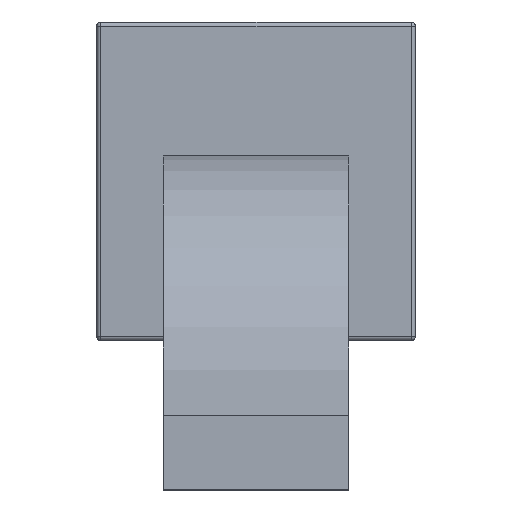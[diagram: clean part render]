
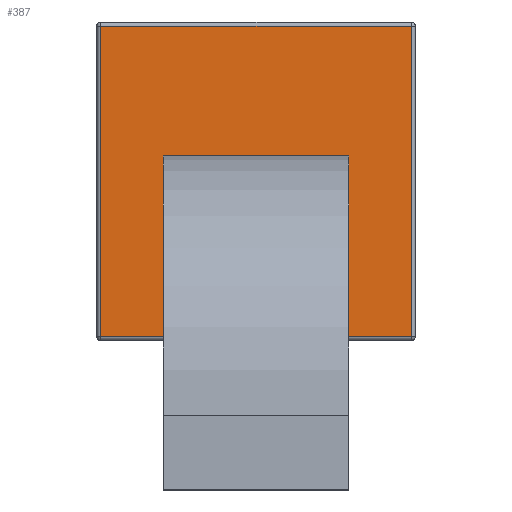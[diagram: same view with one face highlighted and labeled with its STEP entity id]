
A CAD part, top view. The second image highlights one B-rep face of the part: STEP entity #387.
In plain terms, the highlighted face is planar.
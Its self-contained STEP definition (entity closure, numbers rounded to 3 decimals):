
#2 = VERTEX_POINT ( 'NONE', #463 ) ;
#31 = CARTESIAN_POINT ( 'NONE',  ( -29.2, 9., 29.2 ) ) ;
#40 = LINE ( 'NONE', #754, #130 ) ;
#86 = ORIENTED_EDGE ( 'NONE', *, *, #974, .T. ) ;
#92 = LINE ( 'NONE', #254, #1052 ) ;
#130 = VECTOR ( 'NONE', #743, 1000. ) ;
#219 = DIRECTION ( 'NONE',  ( 1., 0., 0. ) ) ;
#224 = CARTESIAN_POINT ( 'NONE',  ( -30., 9., 30. ) ) ;
#231 = CARTESIAN_POINT ( 'NONE',  ( 29.2, 9., 29.2 ) ) ;
#254 = CARTESIAN_POINT ( 'NONE',  ( -29.2, 9., -29.2 ) ) ;
#338 = VERTEX_POINT ( 'NONE', #367 ) ;
#349 = FACE_OUTER_BOUND ( 'NONE', #940, .T. ) ;
#367 = CARTESIAN_POINT ( 'NONE',  ( 29.2, 9., -29.2 ) ) ;
#387 = ADVANCED_FACE ( 'NONE', ( #349 ), #748, .T. ) ;
#393 = VERTEX_POINT ( 'NONE', #31 ) ;
#463 = CARTESIAN_POINT ( 'NONE',  ( 29.2, 9., 29.2 ) ) ;
#478 = EDGE_CURVE ( 'NONE', #701, #393, #40, .T. ) ;
#510 = EDGE_CURVE ( 'NONE', #2, #338, #542, .T. ) ;
#540 = CARTESIAN_POINT ( 'NONE',  ( -29.2, 9., -29.2 ) ) ;
#542 = LINE ( 'NONE', #827, #1060 ) ;
#580 = DIRECTION ( 'NONE',  ( 0., 0., 1. ) ) ;
#592 = DIRECTION ( 'NONE',  ( 0., 1., 0. ) ) ;
#614 = EDGE_CURVE ( 'NONE', #338, #701, #92, .T. ) ;
#630 = VECTOR ( 'NONE', #219, 1000. ) ;
#674 = DIRECTION ( 'NONE',  ( 0., 0., -1. ) ) ;
#701 = VERTEX_POINT ( 'NONE', #540 ) ;
#724 = LINE ( 'NONE', #231, #630 ) ;
#742 = ORIENTED_EDGE ( 'NONE', *, *, #478, .T. ) ;
#743 = DIRECTION ( 'NONE',  ( 0., 0., 1. ) ) ;
#748 = PLANE ( 'NONE',  #950 ) ;
#754 = CARTESIAN_POINT ( 'NONE',  ( -29.2, 9., 29.2 ) ) ;
#827 = CARTESIAN_POINT ( 'NONE',  ( 29.2, 9., -29.2 ) ) ;
#940 = EDGE_LOOP ( 'NONE', ( #1011, #942, #742, #86 ) ) ;
#942 = ORIENTED_EDGE ( 'NONE', *, *, #614, .T. ) ;
#950 = AXIS2_PLACEMENT_3D ( 'NONE', #224, #592, #580 ) ;
#974 = EDGE_CURVE ( 'NONE', #393, #2, #724, .T. ) ;
#1011 = ORIENTED_EDGE ( 'NONE', *, *, #510, .T. ) ;
#1015 = DIRECTION ( 'NONE',  ( -1., 0., 0. ) ) ;
#1052 = VECTOR ( 'NONE', #1015, 1000. ) ;
#1060 = VECTOR ( 'NONE', #674, 1000. ) ;
